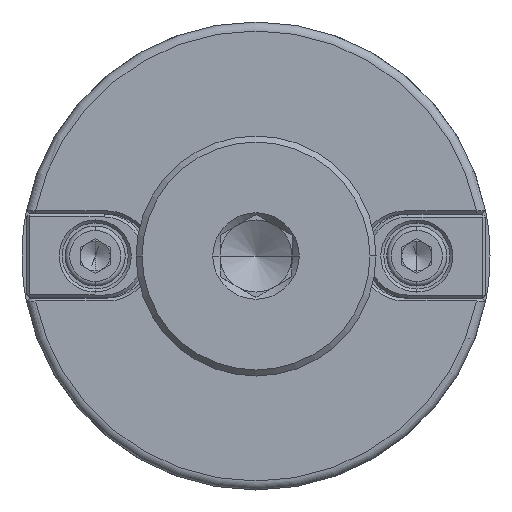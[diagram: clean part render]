
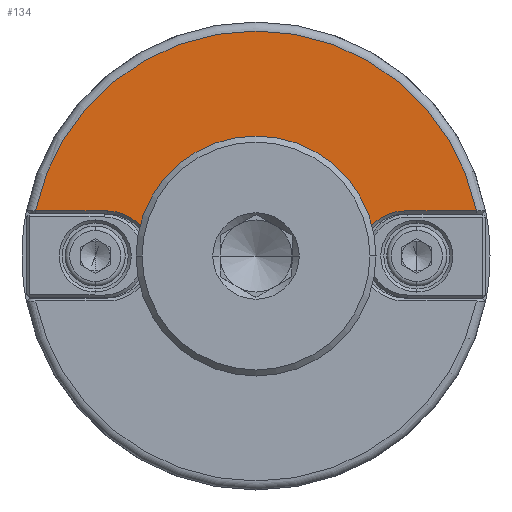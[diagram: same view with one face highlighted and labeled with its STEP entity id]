
A CAD part, front view. The second image highlights one B-rep face of the part: STEP entity #134.
In plain terms, the highlighted planar face has unit normal (0, -1, 0).
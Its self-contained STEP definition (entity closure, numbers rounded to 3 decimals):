
#60 = ORIENTED_EDGE ( 'NONE', *, *, #8123, .T. ) ;
#134 = ADVANCED_FACE ( 'NONE', ( #1460 ), #9001, .F. ) ;
#435 = VERTEX_POINT ( 'NONE', #9135 ) ;
#446 = DIRECTION ( 'NONE',  ( 0., -1., 0. ) ) ;
#870 = DIRECTION ( 'NONE',  ( 0., 1., 0. ) ) ;
#885 = DIRECTION ( 'NONE',  ( -1., 0., 0. ) ) ;
#938 = ORIENTED_EDGE ( 'NONE', *, *, #9036, .T. ) ;
#969 = AXIS2_PLACEMENT_3D ( 'NONE', #7348, #2063, #8101 ) ;
#974 = VERTEX_POINT ( 'NONE', #1253 ) ;
#1215 = AXIS2_PLACEMENT_3D ( 'NONE', #8536, #3996, #9325 ) ;
#1253 = CARTESIAN_POINT ( 'NONE',  ( 36.742, -100., 7.5 ) ) ;
#1278 = EDGE_CURVE ( 'NONE', #4768, #2458, #5098, .T. ) ;
#1382 = CARTESIAN_POINT ( 'NONE',  ( 24.8, -100., 7.5 ) ) ;
#1460 = FACE_OUTER_BOUND ( 'NONE', #1598, .T. ) ;
#1467 = VERTEX_POINT ( 'NONE', #1382 ) ;
#1540 = LINE ( 'NONE', #8870, #7339 ) ;
#1598 = EDGE_LOOP ( 'NONE', ( #60, #6043, #4885, #5272, #938, #5871 ) ) ;
#1898 = CIRCLE ( 'NONE', #2065, 7.5 ) ;
#2063 = DIRECTION ( 'NONE',  ( 0., 1., 0. ) ) ;
#2065 = AXIS2_PLACEMENT_3D ( 'NONE', #5385, #870, #6145 ) ;
#2194 = VERTEX_POINT ( 'NONE', #7899 ) ;
#2458 = VERTEX_POINT ( 'NONE', #9212 ) ;
#3072 = DIRECTION ( 'NONE',  ( 1., 0., 0. ) ) ;
#3600 = CARTESIAN_POINT ( 'NONE',  ( -24.8, -100., 7.5 ) ) ;
#3775 = CARTESIAN_POINT ( 'NONE',  ( 39., -100., 7.5 ) ) ;
#3996 = DIRECTION ( 'NONE',  ( 0., -1., 0. ) ) ;
#4585 = LINE ( 'NONE', #3775, #8370 ) ;
#4768 = VERTEX_POINT ( 'NONE', #3600 ) ;
#4885 = ORIENTED_EDGE ( 'NONE', *, *, #1278, .T. ) ;
#4976 = CARTESIAN_POINT ( 'NONE',  ( 0., -100., 0. ) ) ;
#5098 = CIRCLE ( 'NONE', #969, 7.5 ) ;
#5145 = EDGE_CURVE ( 'NONE', #2194, #2458, #8389, .T. ) ;
#5272 = ORIENTED_EDGE ( 'NONE', *, *, #5145, .F. ) ;
#5385 = CARTESIAN_POINT ( 'NONE',  ( 24.8, -100., 0. ) ) ;
#5404 = DIRECTION ( 'NONE',  ( 0., 1., 0. ) ) ;
#5737 = DIRECTION ( 'NONE',  ( -1., 0., 0. ) ) ;
#5871 = ORIENTED_EDGE ( 'NONE', *, *, #6620, .T. ) ;
#6043 = ORIENTED_EDGE ( 'NONE', *, *, #8764, .T. ) ;
#6145 = DIRECTION ( 'NONE',  ( -1., 0., 0. ) ) ;
#6620 = EDGE_CURVE ( 'NONE', #1467, #974, #4585, .T. ) ;
#7130 = CIRCLE ( 'NONE', #8721, 37.5 ) ;
#7339 = VECTOR ( 'NONE', #8071, 1000. ) ;
#7348 = CARTESIAN_POINT ( 'NONE',  ( -24.8, -100., 0. ) ) ;
#7899 = CARTESIAN_POINT ( 'NONE',  ( 17.3, -100., 0. ) ) ;
#8071 = DIRECTION ( 'NONE',  ( 1., 0., 0. ) ) ;
#8101 = DIRECTION ( 'NONE',  ( -1., 0., 0. ) ) ;
#8123 = EDGE_CURVE ( 'NONE', #974, #435, #7130, .T. ) ;
#8233 = CARTESIAN_POINT ( 'NONE',  ( 39., -100., 0. ) ) ;
#8370 = VECTOR ( 'NONE', #3072, 1000. ) ;
#8389 = CIRCLE ( 'NONE', #1215, 17.3 ) ;
#8536 = CARTESIAN_POINT ( 'NONE',  ( 0., -100., 0. ) ) ;
#8721 = AXIS2_PLACEMENT_3D ( 'NONE', #4976, #446, #5737 ) ;
#8764 = EDGE_CURVE ( 'NONE', #435, #4768, #1540, .T. ) ;
#8822 = AXIS2_PLACEMENT_3D ( 'NONE', #8233, #5404, #885 ) ;
#8870 = CARTESIAN_POINT ( 'NONE',  ( -24.8, -100., 7.5 ) ) ;
#9001 = PLANE ( 'NONE',  #8822 ) ;
#9036 = EDGE_CURVE ( 'NONE', #2194, #1467, #1898, .T. ) ;
#9135 = CARTESIAN_POINT ( 'NONE',  ( -36.742, -100., 7.5 ) ) ;
#9212 = CARTESIAN_POINT ( 'NONE',  ( -17.3, -100., 0. ) ) ;
#9325 = DIRECTION ( 'NONE',  ( 1., 0., 0. ) ) ;
